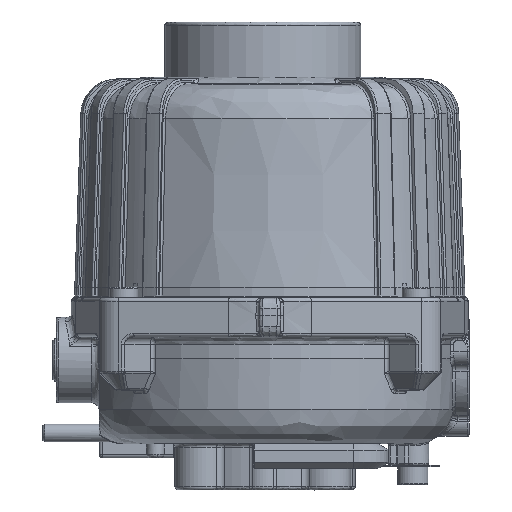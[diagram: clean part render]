
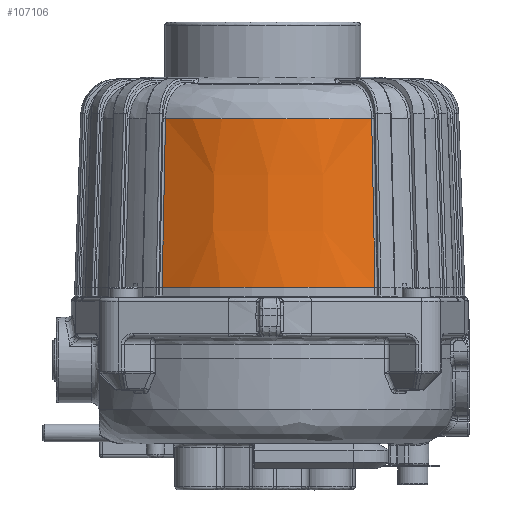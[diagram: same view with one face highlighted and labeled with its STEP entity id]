
A CAD part, front view. The second image highlights one B-rep face of the part: STEP entity #107106.
In plain terms, the highlighted conical face has half-angle 2 degrees and reference radius 53.507 mm.
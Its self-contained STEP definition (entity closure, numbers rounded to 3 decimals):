
#13324 = DIRECTION ( 'NONE',  ( 0., 0., 1. ) ) ;
#14248 = CARTESIAN_POINT ( 'NONE',  ( 29.2, -44.178, 23.783 ) ) ;
#15839 = DIRECTION ( 'NONE',  ( 1., 0., 0. ) ) ;
#18850 = VERTEX_POINT ( 'NONE', #38647 ) ;
#22061 = CARTESIAN_POINT ( 'NONE',  ( -29.651, -43.21, 39.566 ) ) ;
#22736 = CIRCLE ( 'NONE', #98435, 53.507 ) ;
#23099 = ORIENTED_EDGE ( 'NONE', *, *, #144795, .T. ) ;
#23847 = CARTESIAN_POINT ( 'NONE',  ( -29.335, -42.758, 55.349 ) ) ;
#25006 = B_SPLINE_CURVE_WITH_KNOTS ( 'NONE', 3,
 ( #29681, #22061, #143783, #32186 ),
 .UNSPECIFIED., .F., .F.,
 ( 4, 4 ),
 ( 0., 1. ),
 .UNSPECIFIED. ) ;
#29681 = CARTESIAN_POINT ( 'NONE',  ( -29.335, -42.758, 55.349 ) ) ;
#32186 = CARTESIAN_POINT ( 'NONE',  ( -30.283, -44.113, 8. ) ) ;
#38647 = CARTESIAN_POINT ( 'NONE',  ( 28.584, -43.263, 55.349 ) ) ;
#40755 = EDGE_CURVE ( 'NONE', #61452, #73563, #22736, .T. ) ;
#58994 = DIRECTION ( 'NONE',  ( 1., 0., 0. ) ) ;
#61452 = VERTEX_POINT ( 'NONE', #62502 ) ;
#62502 = CARTESIAN_POINT ( 'NONE',  ( -30.283, -44.113, 8. ) ) ;
#67051 = CARTESIAN_POINT ( 'NONE',  ( 29.509, -44.634, 8. ) ) ;
#72492 = EDGE_CURVE ( 'NONE', #73563, #18850, #88904, .T. ) ;
#73563 = VERTEX_POINT ( 'NONE', #67051 ) ;
#80383 = DIRECTION ( 'NONE',  ( 0., 1., 0. ) ) ;
#81831 = CARTESIAN_POINT ( 'NONE',  ( 0., 0., 55.349 ) ) ;
#82526 = EDGE_CURVE ( 'NONE', #18850, #151486, #152380, .T. ) ;
#87239 = EDGE_LOOP ( 'NONE', ( #103456, #103302, #23099, #97565 ) ) ;
#88904 = B_SPLINE_CURVE_WITH_KNOTS ( 'NONE', 3,
 ( #123004, #14248, #133500, #103076 ),
 .UNSPECIFIED., .F., .F.,
 ( 4, 4 ),
 ( 0., 1. ),
 .UNSPECIFIED. ) ;
#95525 = DIRECTION ( 'NONE',  ( 0., 0., -1. ) ) ;
#97565 = ORIENTED_EDGE ( 'NONE', *, *, #40755, .T. ) ;
#98435 = AXIS2_PLACEMENT_3D ( 'NONE', #140185, #13324, #58994 ) ;
#103076 = CARTESIAN_POINT ( 'NONE',  ( 28.584, -43.263, 55.349 ) ) ;
#103302 = ORIENTED_EDGE ( 'NONE', *, *, #82526, .T. ) ;
#103456 = ORIENTED_EDGE ( 'NONE', *, *, #72492, .T. ) ;
#107106 = ADVANCED_FACE ( 'NONE', ( #123399 ), #137894, .T. ) ;
#114748 = DIRECTION ( 'NONE',  ( 0., 0., -1. ) ) ;
#123004 = CARTESIAN_POINT ( 'NONE',  ( 29.509, -44.634, 8. ) ) ;
#123399 = FACE_OUTER_BOUND ( 'NONE', #87239, .T. ) ;
#124207 = AXIS2_PLACEMENT_3D ( 'NONE', #81831, #114748, #15839 ) ;
#133500 = CARTESIAN_POINT ( 'NONE',  ( 28.892, -43.721, 39.566 ) ) ;
#135939 = AXIS2_PLACEMENT_3D ( 'NONE', #148811, #95525, #80383 ) ;
#137894 = CONICAL_SURFACE ( 'NONE', #135939, 53.507, 0.035 ) ;
#140185 = CARTESIAN_POINT ( 'NONE',  ( 0., 0., 8. ) ) ;
#143783 = CARTESIAN_POINT ( 'NONE',  ( -29.967, -43.661, 23.783 ) ) ;
#144795 = EDGE_CURVE ( 'NONE', #151486, #61452, #25006, .T. ) ;
#148811 = CARTESIAN_POINT ( 'NONE',  ( 0., 0., 8. ) ) ;
#151486 = VERTEX_POINT ( 'NONE', #23847 ) ;
#152380 = CIRCLE ( 'NONE', #124207, 51.854 ) ;
